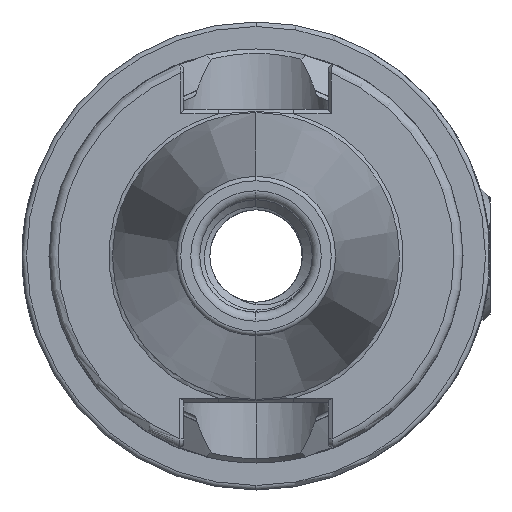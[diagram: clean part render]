
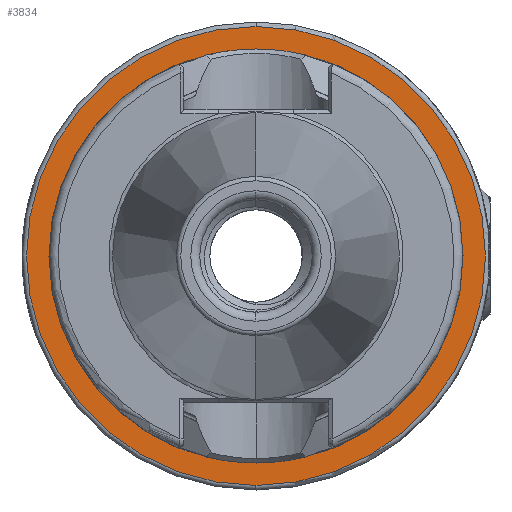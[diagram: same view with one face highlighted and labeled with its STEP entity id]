
A CAD part, left-side view. The second image highlights one B-rep face of the part: STEP entity #3834.
In plain terms, the highlighted planar face has unit normal (-1, 0, 0).
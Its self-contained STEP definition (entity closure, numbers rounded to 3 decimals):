
#127 = FACE_OUTER_BOUND ( 'NONE', #4318, .T. ) ;
#180 = FACE_BOUND ( 'NONE', #4345, .T. ) ;
#645 = VERTEX_POINT ( 'NONE', #2708 ) ;
#679 = VERTEX_POINT ( 'NONE', #2780 ) ;
#749 = VERTEX_POINT ( 'NONE', #2807 ) ;
#752 = VERTEX_POINT ( 'NONE', #2824 ) ;
#828 = CIRCLE ( 'NONE', #16795, 22.8 ) ;
#901 = CIRCLE ( 'NONE', #16818, 25.5 ) ;
#1872 = DIRECTION ( 'NONE',  ( -1., 0., 0. ) ) ;
#1879 = CARTESIAN_POINT ( 'NONE',  ( 26., 0., 0. ) ) ;
#1904 = DIRECTION ( 'NONE',  ( 0., 0., 1. ) ) ;
#2359 = EDGE_CURVE ( 'NONE', #752, #749, #828, .T. ) ;
#2401 = EDGE_CURVE ( 'NONE', #645, #679, #901, .T. ) ;
#2708 = CARTESIAN_POINT ( 'NONE',  ( 26., 0., -25.5 ) ) ;
#2780 = CARTESIAN_POINT ( 'NONE',  ( 26., 0., 25.5 ) ) ;
#2807 = CARTESIAN_POINT ( 'NONE',  ( 26., 0., 22.8 ) ) ;
#2824 = CARTESIAN_POINT ( 'NONE',  ( 26., 0., -22.8 ) ) ;
#3073 = CARTESIAN_POINT ( 'NONE',  ( 26., 0., 0. ) ) ;
#3086 = DIRECTION ( 'NONE',  ( 1., 0., 0. ) ) ;
#3088 = DIRECTION ( 'NONE',  ( 0., 0., 1. ) ) ;
#3672 = DIRECTION ( 'NONE',  ( 0., 0., 1. ) ) ;
#3684 = DIRECTION ( 'NONE',  ( -1., 0., 0. ) ) ;
#3691 = CARTESIAN_POINT ( 'NONE',  ( 26., 0., 0. ) ) ;
#3834 = ADVANCED_FACE ( 'NONE', ( #127, #180 ), #13313, .T. ) ;
#4216 = ORIENTED_EDGE ( 'NONE', *, *, #17066, .T. ) ;
#4318 = EDGE_LOOP ( 'NONE', ( #4216, #4505 ) ) ;
#4345 = EDGE_LOOP ( 'NONE', ( #4585, #4487 ) ) ;
#4487 = ORIENTED_EDGE ( 'NONE', *, *, #2359, .T. ) ;
#4505 = ORIENTED_EDGE ( 'NONE', *, *, #2401, .T. ) ;
#4585 = ORIENTED_EDGE ( 'NONE', *, *, #17038, .T. ) ;
#7828 = DIRECTION ( 'NONE',  ( 0., 0., 1. ) ) ;
#7833 = DIRECTION ( 'NONE',  ( 1., 0., 0. ) ) ;
#7861 = CARTESIAN_POINT ( 'NONE',  ( 26., 0., 0. ) ) ;
#10331 = AXIS2_PLACEMENT_3D ( 'NONE', #1879, #1872, #1904 ) ;
#10343 = AXIS2_PLACEMENT_3D ( 'NONE', #7861, #7833, #7828 ) ;
#11944 = CIRCLE ( 'NONE', #10343, 22.8 ) ;
#11983 = CIRCLE ( 'NONE', #10331, 25.5 ) ;
#13299 = CARTESIAN_POINT ( 'NONE',  ( 26., 22., 0. ) ) ;
#13305 = DIRECTION ( 'NONE',  ( 0., 0., 1. ) ) ;
#13306 = DIRECTION ( 'NONE',  ( -1., 0., 0. ) ) ;
#13313 = PLANE ( 'NONE',  #16918 ) ;
#16795 = AXIS2_PLACEMENT_3D ( 'NONE', #3073, #3086, #3088 ) ;
#16818 = AXIS2_PLACEMENT_3D ( 'NONE', #3691, #3684, #3672 ) ;
#16918 = AXIS2_PLACEMENT_3D ( 'NONE', #13299, #13306, #13305 ) ;
#17038 = EDGE_CURVE ( 'NONE', #749, #752, #11944, .T. ) ;
#17066 = EDGE_CURVE ( 'NONE', #679, #645, #11983, .T. ) ;
